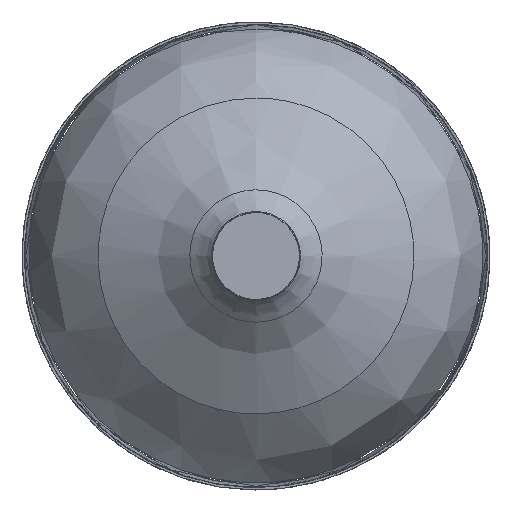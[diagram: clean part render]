
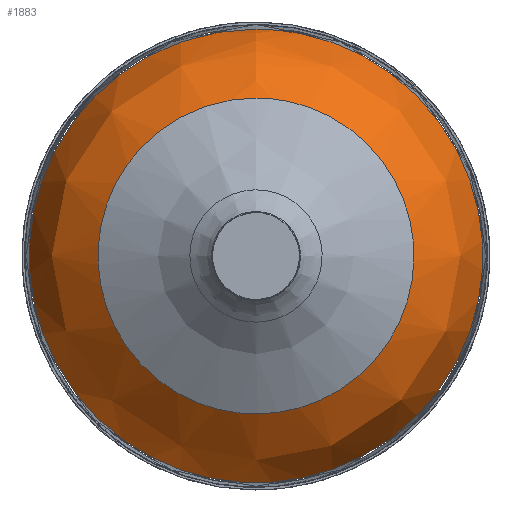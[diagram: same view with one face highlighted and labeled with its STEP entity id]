
A CAD part, front view. The second image highlights one B-rep face of the part: STEP entity #1883.
In plain terms, the highlighted free-form (B-spline) face has degree [2, 2] with [3, 9] control points.
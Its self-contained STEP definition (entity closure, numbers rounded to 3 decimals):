
#1806=CARTESIAN_POINT('',(0.,-2.585,1.332));
#1807=VERTEX_POINT('',#1806);
#1814=CARTESIAN_POINT('',(0.,-2.585,1.332));
#1815=CARTESIAN_POINT('',(-1.332,-2.585,1.332));
#1816=CARTESIAN_POINT('',(-1.332,-2.585,0.));
#1817=CARTESIAN_POINT('',(-1.332,-2.585,-1.332));
#1818=CARTESIAN_POINT('',(0.,-2.585,-1.332));
#1819=CARTESIAN_POINT('',(1.332,-2.585,-1.332));
#1820=CARTESIAN_POINT('',(1.332,-2.585,0.));
#1821=CARTESIAN_POINT('',(1.332,-2.585,1.332));
#1822=CARTESIAN_POINT('',(0.,-2.585,1.332));
#1823=(BOUNDED_CURVE()B_SPLINE_CURVE(2,(#1814,#1815,#1816,#1817,#1818,#1819,#1820,#1821,#1822),.CIRCULAR_ARC.,.T.,.U.)B_SPLINE_CURVE_WITH_KNOTS((3,2,2,2,3),(0.,0.25,0.5,0.75,1.),.UNSPECIFIED.)CURVE()GEOMETRIC_REPRESENTATION_ITEM()RATIONAL_B_SPLINE_CURVE((1.,0.707,1.,0.707,1.,0.707,1.,0.707,1.))REPRESENTATION_ITEM(''));
#1824=EDGE_CURVE('',#1807,#1807,#1823,.T.);
#1831=CARTESIAN_POINT('',(0.,-2.585,1.332));
#1832=CARTESIAN_POINT('',(-1.332,-2.585,1.332));
#1833=CARTESIAN_POINT('',(-1.332,-2.585,0.));
#1834=CARTESIAN_POINT('',(-1.332,-2.585,-1.332));
#1835=CARTESIAN_POINT('',(0.,-2.585,-1.332));
#1836=CARTESIAN_POINT('',(1.332,-2.585,-1.332));
#1837=CARTESIAN_POINT('',(1.332,-2.585,0.));
#1838=CARTESIAN_POINT('',(1.332,-2.585,1.332));
#1839=CARTESIAN_POINT('',(0.,-2.585,1.332));
#1840=CARTESIAN_POINT('',(0.,-2.965,1.28));
#1841=CARTESIAN_POINT('',(-1.28,-2.965,1.28));
#1842=CARTESIAN_POINT('',(-1.28,-2.965,0.));
#1843=CARTESIAN_POINT('',(-1.28,-2.965,-1.28));
#1844=CARTESIAN_POINT('',(0.,-2.965,-1.28));
#1845=CARTESIAN_POINT('',(1.28,-2.965,-1.28));
#1846=CARTESIAN_POINT('',(1.28,-2.965,0.));
#1847=CARTESIAN_POINT('',(1.28,-2.965,1.28));
#1848=CARTESIAN_POINT('',(0.,-2.965,1.28));
#1849=CARTESIAN_POINT('',(0.,-3.116,0.928));
#1850=CARTESIAN_POINT('',(-0.928,-3.116,0.928));
#1851=CARTESIAN_POINT('',(-0.928,-3.116,0.));
#1852=CARTESIAN_POINT('',(-0.928,-3.116,-0.928));
#1853=CARTESIAN_POINT('',(0.,-3.116,-0.928));
#1854=CARTESIAN_POINT('',(0.928,-3.116,-0.928));
#1855=CARTESIAN_POINT('',(0.928,-3.116,0.));
#1856=CARTESIAN_POINT('',(0.928,-3.116,0.928));
#1857=CARTESIAN_POINT('',(0.,-3.116,0.928));
#1858=(BOUNDED_SURFACE()B_SPLINE_SURFACE(2,2,((#1831,#1832,#1833,#1834,#1835,#1836,#1837,#1838,#1839),(#1840,#1841,#1842,#1843,#1844,#1845,#1846,#1847,#1848),(#1849,#1850,#1851,#1852,#1853,#1854,#1855,#1856,#1857)),.UNSPECIFIED.,.F.,.T.,.U.)B_SPLINE_SURFACE_WITH_KNOTS((3,3),(3,2,2,2,3),(0.,1.),(0.,0.25,0.5,0.75,1.),.UNSPECIFIED.)GEOMETRIC_REPRESENTATION_ITEM()RATIONAL_B_SPLINE_SURFACE(((1.,0.707,1.,0.707,1.,0.707,1.,0.707,1.),(0.871,0.616,0.871,0.616,0.871,0.616,0.871,0.616,0.871),(1.,0.707,1.,0.707,1.,0.707,1.,0.707,1.)))REPRESENTATION_ITEM('')SURFACE());
#1859=CARTESIAN_POINT('',(0.,-3.116,0.928));
#1860=VERTEX_POINT('',#1859);
#1861=CARTESIAN_POINT('',(0.,-2.585,1.332));
#1862=CARTESIAN_POINT('',(0.,-2.965,1.28));
#1863=CARTESIAN_POINT('',(0.,-3.116,0.928));
#1864=(BOUNDED_CURVE()B_SPLINE_CURVE(2,(#1861,#1862,#1863),.CIRCULAR_ARC.,.F.,.U.)B_SPLINE_CURVE_WITH_KNOTS((3,3),(0.,1.),.UNSPECIFIED.)CURVE()GEOMETRIC_REPRESENTATION_ITEM()RATIONAL_B_SPLINE_CURVE((1.,0.871,1.))REPRESENTATION_ITEM(''));
#1865=EDGE_CURVE('',#1807,#1860,#1864,.T.);
#1866=ORIENTED_EDGE('',*,*,#1865,.T.);
#1867=CARTESIAN_POINT('',(0.,-3.116,0.928));
#1868=CARTESIAN_POINT('',(-0.928,-3.116,0.928));
#1869=CARTESIAN_POINT('',(-0.928,-3.116,0.));
#1870=CARTESIAN_POINT('',(-0.928,-3.116,-0.928));
#1871=CARTESIAN_POINT('',(0.,-3.116,-0.928));
#1872=CARTESIAN_POINT('',(0.928,-3.116,-0.928));
#1873=CARTESIAN_POINT('',(0.928,-3.116,0.));
#1874=CARTESIAN_POINT('',(0.928,-3.116,0.928));
#1875=CARTESIAN_POINT('',(0.,-3.116,0.928));
#1876=(BOUNDED_CURVE()B_SPLINE_CURVE(2,(#1867,#1868,#1869,#1870,#1871,#1872,#1873,#1874,#1875),.CIRCULAR_ARC.,.T.,.U.)B_SPLINE_CURVE_WITH_KNOTS((3,2,2,2,3),(0.,0.25,0.5,0.75,1.),.UNSPECIFIED.)CURVE()GEOMETRIC_REPRESENTATION_ITEM()RATIONAL_B_SPLINE_CURVE((1.,0.707,1.,0.707,1.,0.707,1.,0.707,1.))REPRESENTATION_ITEM(''));
#1877=EDGE_CURVE('',#1860,#1860,#1876,.T.);
#1878=ORIENTED_EDGE('',*,*,#1877,.T.);
#1879=ORIENTED_EDGE('',*,*,#1865,.F.);
#1880=ORIENTED_EDGE('',*,*,#1824,.F.);
#1881=EDGE_LOOP('',(#1866,#1878,#1879,#1880));
#1882=FACE_OUTER_BOUND('',#1881,.F.);
#1883=ADVANCED_FACE('',(#1882),#1858,.F.);
